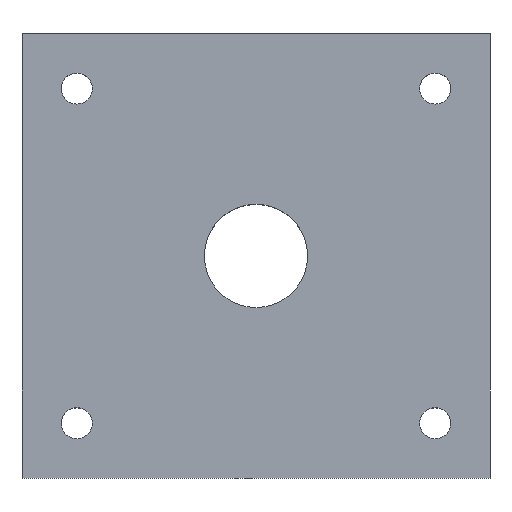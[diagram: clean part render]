
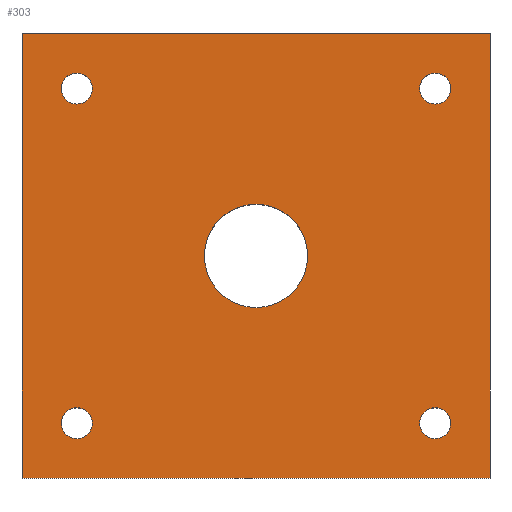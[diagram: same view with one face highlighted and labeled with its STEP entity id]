
A CAD part, top view. The second image highlights one B-rep face of the part: STEP entity #303.
In plain terms, the highlighted free-form (B-spline) face has degree [1, 1] with [2, 2] control points.
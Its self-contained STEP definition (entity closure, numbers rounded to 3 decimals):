
#17=LINE('',#550,#29);
#20=LINE('',#559,#32);
#22=LINE('',#566,#34);
#23=LINE('',#571,#35);
#29=VECTOR('',#384,1000.);
#32=VECTOR('',#387,1000.);
#34=VECTOR('',#389,1000.);
#35=VECTOR('',#390,1000.);
#41=B_SPLINE_SURFACE_WITH_KNOTS('',1,1,((#572,#573),(#574,#575)),
 .PLANE_SURF.,.F.,.F.,.F.,(2,2),(2,2),(0.,1.),(0.,1.),.UNSPECIFIED.);
#122=ORIENTED_EDGE('',*,*,#142,.T.);
#123=ORIENTED_EDGE('',*,*,#163,.T.);
#124=ORIENTED_EDGE('',*,*,#146,.T.);
#125=ORIENTED_EDGE('',*,*,#161,.T.);
#126=ORIENTED_EDGE('',*,*,#150,.T.);
#127=ORIENTED_EDGE('',*,*,#159,.T.);
#128=ORIENTED_EDGE('',*,*,#154,.T.);
#129=ORIENTED_EDGE('',*,*,#157,.T.);
#130=ORIENTED_EDGE('',*,*,#171,.T.);
#131=ORIENTED_EDGE('',*,*,#176,.F.);
#132=ORIENTED_EDGE('',*,*,#174,.T.);
#133=ORIENTED_EDGE('',*,*,#177,.F.);
#134=ORIENTED_EDGE('',*,*,#138,.T.);
#135=ORIENTED_EDGE('',*,*,#169,.T.);
#138=EDGE_CURVE('',#181,#180,#207,.F.);
#142=EDGE_CURVE('',#185,#184,#209,.T.);
#146=EDGE_CURVE('',#189,#188,#211,.T.);
#150=EDGE_CURVE('',#193,#192,#213,.T.);
#154=EDGE_CURVE('',#197,#196,#215,.T.);
#157=EDGE_CURVE('',#196,#197,#217,.T.);
#159=EDGE_CURVE('',#192,#193,#219,.T.);
#161=EDGE_CURVE('',#188,#189,#221,.T.);
#163=EDGE_CURVE('',#184,#185,#223,.T.);
#169=EDGE_CURVE('',#180,#181,#225,.F.);
#171=EDGE_CURVE('',#203,#202,#17,.T.);
#174=EDGE_CURVE('',#205,#204,#20,.T.);
#176=EDGE_CURVE('',#205,#202,#22,.T.);
#177=EDGE_CURVE('',#203,#204,#23,.T.);
#180=VERTEX_POINT('',#405);
#181=VERTEX_POINT('',#407);
#184=VERTEX_POINT('',#423);
#185=VERTEX_POINT('',#425);
#188=VERTEX_POINT('',#441);
#189=VERTEX_POINT('',#443);
#192=VERTEX_POINT('',#459);
#193=VERTEX_POINT('',#461);
#196=VERTEX_POINT('',#477);
#197=VERTEX_POINT('',#479);
#202=VERTEX_POINT('',#549);
#203=VERTEX_POINT('',#551);
#204=VERTEX_POINT('',#558);
#205=VERTEX_POINT('',#560);
#207=CIRCLE('',#318,5.);
#209=CIRCLE('',#320,1.5);
#211=CIRCLE('',#322,1.5);
#213=CIRCLE('',#324,1.5);
#215=CIRCLE('',#326,1.5);
#217=CIRCLE('',#328,1.5);
#219=CIRCLE('',#330,1.5);
#221=CIRCLE('',#332,1.5);
#223=CIRCLE('',#334,1.5);
#225=CIRCLE('',#336,5.);
#246=EDGE_LOOP('',(#122,#123));
#247=EDGE_LOOP('',(#124,#125));
#248=EDGE_LOOP('',(#126,#127));
#249=EDGE_LOOP('',(#128,#129));
#250=EDGE_LOOP('',(#130,#131,#132,#133));
#251=EDGE_LOOP('',(#134,#135));
#272=FACE_BOUND('',#246,.T.);
#273=FACE_BOUND('',#247,.T.);
#274=FACE_BOUND('',#248,.T.);
#275=FACE_BOUND('',#249,.T.);
#276=FACE_BOUND('',#250,.T.);
#277=FACE_BOUND('',#251,.T.);
#303=ADVANCED_FACE('',(#272,#273,#274,#275,#276,#277),#41,.T.);
#318=AXIS2_PLACEMENT_3D('',#406,#341,#342);
#320=AXIS2_PLACEMENT_3D('',#424,#345,#346);
#322=AXIS2_PLACEMENT_3D('',#442,#349,#350);
#324=AXIS2_PLACEMENT_3D('',#460,#353,#354);
#326=AXIS2_PLACEMENT_3D('',#478,#357,#358);
#328=AXIS2_PLACEMENT_3D('',#491,#361,#362);
#330=AXIS2_PLACEMENT_3D('',#501,#365,#366);
#332=AXIS2_PLACEMENT_3D('',#511,#369,#370);
#334=AXIS2_PLACEMENT_3D('',#521,#373,#374);
#336=AXIS2_PLACEMENT_3D('',#543,#381,#382);
#341=DIRECTION('',(0.,0.,1.));
#342=DIRECTION('',(0.,-1.,0.));
#345=DIRECTION('',(0.,0.,-1.));
#346=DIRECTION('',(0.,-1.,0.));
#349=DIRECTION('',(0.,0.,-1.));
#350=DIRECTION('',(0.,-1.,0.));
#353=DIRECTION('',(0.,0.,-1.));
#354=DIRECTION('',(0.,-1.,0.));
#357=DIRECTION('',(0.,0.,-1.));
#358=DIRECTION('',(0.,-1.,0.));
#361=DIRECTION('',(0.,0.,-1.));
#362=DIRECTION('',(0.,-1.,0.));
#365=DIRECTION('',(0.,0.,-1.));
#366=DIRECTION('',(0.,-1.,0.));
#369=DIRECTION('',(0.,0.,-1.));
#370=DIRECTION('',(0.,-1.,0.));
#373=DIRECTION('',(0.,0.,-1.));
#374=DIRECTION('',(0.,-1.,0.));
#381=DIRECTION('',(0.,0.,1.));
#382=DIRECTION('',(0.,-1.,0.));
#384=DIRECTION('',(0.,-1.,0.));
#387=DIRECTION('',(0.,1.,0.));
#389=DIRECTION('',(-1.,0.,0.));
#390=DIRECTION('',(1.,0.,0.));
#405=CARTESIAN_POINT('',(0.,20.25,-111.5));
#406=CARTESIAN_POINT('',(0.,25.25,-111.5));
#407=CARTESIAN_POINT('',(0.,30.25,-111.5));
#423=CARTESIAN_POINT('',(-17.347,10.553,-111.5));
#424=CARTESIAN_POINT('',(-17.347,9.053,-111.5));
#425=CARTESIAN_POINT('',(-17.347,7.553,-111.5));
#441=CARTESIAN_POINT('',(17.347,10.553,-111.5));
#442=CARTESIAN_POINT('',(17.347,9.053,-111.5));
#443=CARTESIAN_POINT('',(17.347,7.553,-111.5));
#459=CARTESIAN_POINT('',(17.347,39.947,-111.5));
#460=CARTESIAN_POINT('',(17.347,41.447,-111.5));
#461=CARTESIAN_POINT('',(17.347,42.947,-111.5));
#477=CARTESIAN_POINT('',(-17.347,39.947,-111.5));
#478=CARTESIAN_POINT('',(-17.347,41.447,-111.5));
#479=CARTESIAN_POINT('',(-17.347,42.947,-111.5));
#491=CARTESIAN_POINT('',(-17.347,41.447,-111.5));
#501=CARTESIAN_POINT('',(17.347,41.447,-111.5));
#511=CARTESIAN_POINT('',(17.347,9.053,-111.5));
#521=CARTESIAN_POINT('',(-17.347,9.053,-111.5));
#543=CARTESIAN_POINT('',(0.,25.25,-111.5));
#549=CARTESIAN_POINT('',(-22.65,3.75,-111.5));
#550=CARTESIAN_POINT('',(-22.65,25.25,-111.5));
#551=CARTESIAN_POINT('',(-22.65,46.75,-111.5));
#558=CARTESIAN_POINT('',(22.65,46.75,-111.5));
#559=CARTESIAN_POINT('',(22.65,25.25,-111.5));
#560=CARTESIAN_POINT('',(22.65,3.75,-111.5));
#566=CARTESIAN_POINT('',(8.635,3.75,-111.5));
#571=CARTESIAN_POINT('',(22.652,46.75,-111.5));
#572=CARTESIAN_POINT('',(-24.915,1.6,-111.5));
#573=CARTESIAN_POINT('',(-24.915,48.9,-111.5));
#574=CARTESIAN_POINT('',(24.915,1.6,-111.5));
#575=CARTESIAN_POINT('',(24.915,48.9,-111.5));
